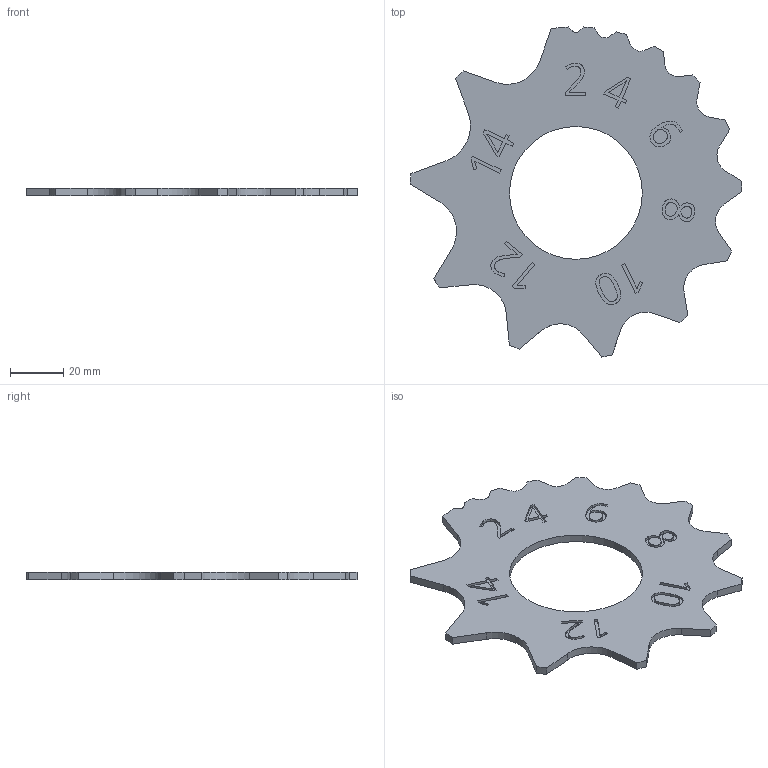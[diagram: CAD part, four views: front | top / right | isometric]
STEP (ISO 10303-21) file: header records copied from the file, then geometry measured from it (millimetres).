
FILE_DESCRIPTION( ( '' ), ' ' );
FILE_NAME( '5d1d44219e201e16493f5600.step', '2019-07-04T00:11:13', ( '' ), ( '' ), ' ', ' ', ' ' );
FILE_SCHEMA( ( 'AUTOMOTIVE_DESIGN { 1 0 10303 214 1 1 1 1 }' ) );
Length unit declared in the file: metre
Products named in the file (1): Radius Gauge v2
Bounding box: 124.91 x 124.19 x 3 mm (x, y, z)
Volume: 23059.4 mm3; surface area: 17980.6 mm2
Topology: 1 solids, 1 shells, 248 faces, 691 edges, 461 vertices
Faces by surface type: plane 112, extrusion 107, cylinder 29
Full cylindrical faces by diameter (mm): 50 x1
Entity records: 10045 total; most frequent: CARTESIAN_POINT 2040, ORIENTED_EDGE 1378, DIRECTION 924, EDGE_CURVE 689, VECTOR 524, VERTEX_POINT 460, LINE 417, B_SPLINE_CURVE_WITH_KNOTS 321
